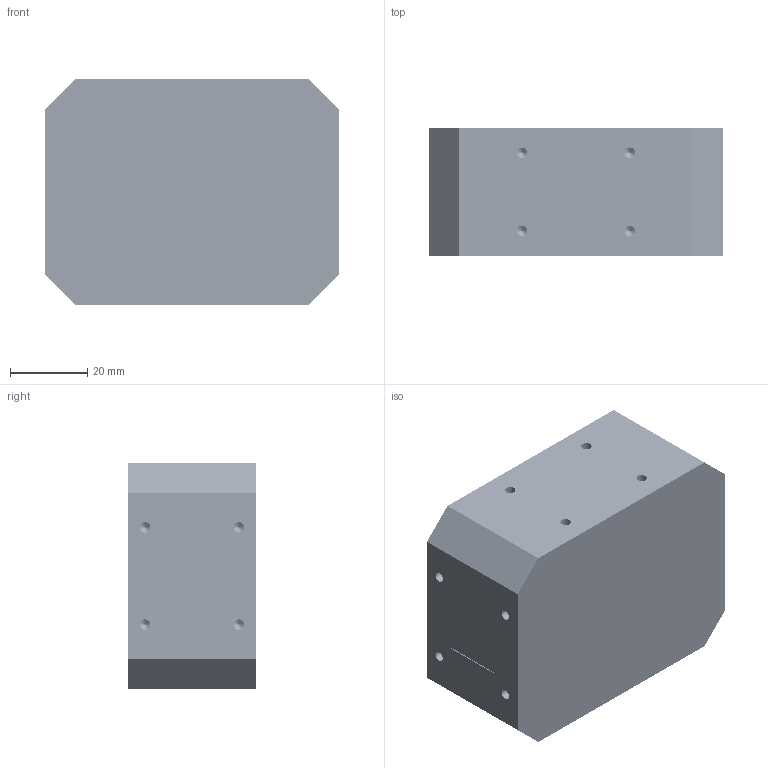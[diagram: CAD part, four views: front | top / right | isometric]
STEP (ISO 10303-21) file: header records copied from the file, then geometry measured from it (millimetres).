
FILE_DESCRIPTION (( 'STEP AP203' ), '1' );
FILE_NAME ('SAT-F6-62262-S1.STEP', '2019-02-12T00:28:43', ( '' ), ( '' ), 'SwSTEP 2.0', 'SolidWorks 2016', '' );
FILE_SCHEMA (( 'CONFIG_CONTROL_DESIGN' ));
Products named in the file (1): SAT-F6-62262-S1
Bounding box: 76.2 x 33.32 x 58.42 mm (x, y, z)
Volume: 141801.1 mm3; surface area: 40544.7 mm2
Topology: 25 solids, 25 shells, 3356 faces, 9287 edges, 6033 vertices
Faces by surface type: cylinder 2675, cone 339, plane 296, bspline 46
Entity records: 163861 total; most frequent: CARTESIAN_POINT 93395, ORIENTED_EDGE 18494, DIRECTION 11360, EDGE_CURVE 9247, VERTEX_POINT 6033, AXIS2_PLACEMENT_3D 4073, EDGE_LOOP 3490, FACE_OUTER_BOUND 3356
